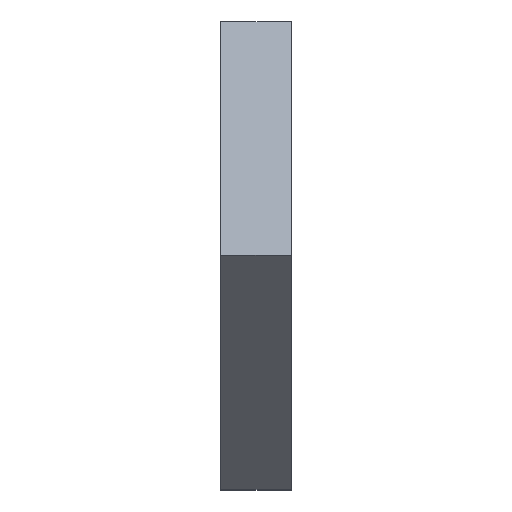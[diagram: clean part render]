
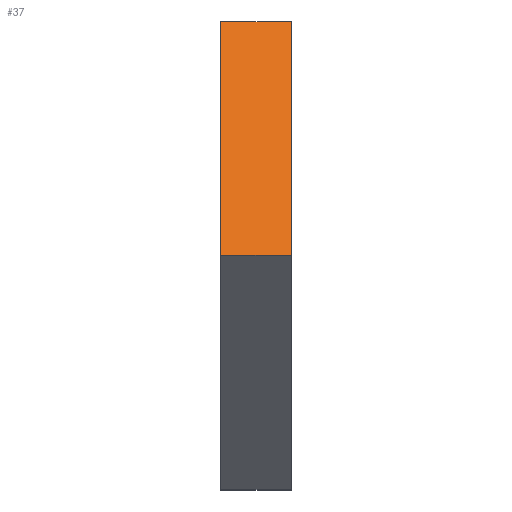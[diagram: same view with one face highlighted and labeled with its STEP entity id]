
A CAD part, top view. The second image highlights one B-rep face of the part: STEP entity #37.
In plain terms, the highlighted planar face has unit normal (0, 0.707, 0.707).
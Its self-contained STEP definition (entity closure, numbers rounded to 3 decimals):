
#37 = ADVANCED_FACE ( 'NONE', ( #717 ), #716, .T. ) ;
#61 = EDGE_CURVE ( 'NONE', #816, #203, #584, .T. ) ;
#62 = EDGE_CURVE ( 'NONE', #810, #816, #583, .T. ) ;
#63 = EDGE_CURVE ( 'NONE', #810, #536, #569, .T. ) ;
#80 = EDGE_CURVE ( 'NONE', #536, #203, #516, .T. ) ;
#127 = VECTOR ( 'NONE', #503, 1000. ) ;
#157 = VECTOR ( 'NONE', #567, 1000. ) ;
#159 = VECTOR ( 'NONE', #570, 1000. ) ;
#161 = VECTOR ( 'NONE', #572, 1000. ) ;
#199 = AXIS2_PLACEMENT_3D ( 'NONE', #727, #714, #713 ) ;
#203 = VERTEX_POINT ( 'NONE', #477 ) ;
#225 = ORIENTED_EDGE ( 'NONE', *, *, #61, .F. ) ;
#226 = ORIENTED_EDGE ( 'NONE', *, *, #62, .F. ) ;
#227 = ORIENTED_EDGE ( 'NONE', *, *, #63, .T. ) ;
#228 = ORIENTED_EDGE ( 'NONE', *, *, #80, .T. ) ;
#437 = CARTESIAN_POINT ( 'NONE',  ( -112.6, 21., -79.221 ) ) ;
#442 = CARTESIAN_POINT ( 'NONE',  ( -105.6, 21., -79.221 ) ) ;
#461 = CARTESIAN_POINT ( 'NONE',  ( -105.6, 44.208, -102.429 ) ) ;
#477 = CARTESIAN_POINT ( 'NONE',  ( -112.6, 44.208, -102.429 ) ) ;
#503 = DIRECTION ( 'NONE',  ( -1., 0., 0. ) ) ;
#515 = CARTESIAN_POINT ( 'NONE',  ( -105.6, 44.208, -102.429 ) ) ;
#516 = LINE ( 'NONE', #515, #127 ) ;
#536 = VERTEX_POINT ( 'NONE', #461 ) ;
#567 = DIRECTION ( 'NONE',  ( 0., 0.707, -0.707 ) ) ;
#568 = CARTESIAN_POINT ( 'NONE',  ( -105.6, 86.473, -144.694 ) ) ;
#569 = LINE ( 'NONE', #568, #157 ) ;
#570 = DIRECTION ( 'NONE',  ( -1., 0., 0. ) ) ;
#571 = CARTESIAN_POINT ( 'NONE',  ( -105.6, 21., -79.221 ) ) ;
#572 = DIRECTION ( 'NONE',  ( 0., 0.707, -0.707 ) ) ;
#573 = CARTESIAN_POINT ( 'NONE',  ( -112.6, 86.473, -144.694 ) ) ;
#583 = LINE ( 'NONE', #571, #159 ) ;
#584 = LINE ( 'NONE', #573, #161 ) ;
#713 = DIRECTION ( 'NONE',  ( 0., -0.707, 0.707 ) ) ;
#714 = DIRECTION ( 'NONE',  ( 0., 0.707, 0.707 ) ) ;
#716 = PLANE ( 'NONE',  #199 ) ;
#717 = FACE_OUTER_BOUND ( 'NONE', #771, .T. ) ;
#727 = CARTESIAN_POINT ( 'NONE',  ( -105.6, 86.473, -144.694 ) ) ;
#771 = EDGE_LOOP ( 'NONE', ( #225, #226, #227, #228 ) ) ;
#810 = VERTEX_POINT ( 'NONE', #442 ) ;
#816 = VERTEX_POINT ( 'NONE', #437 ) ;
